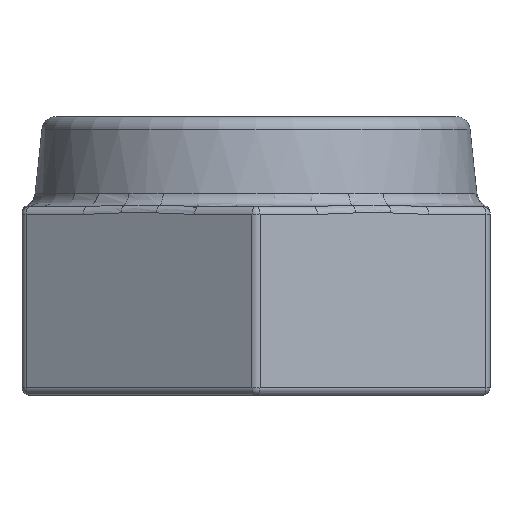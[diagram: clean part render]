
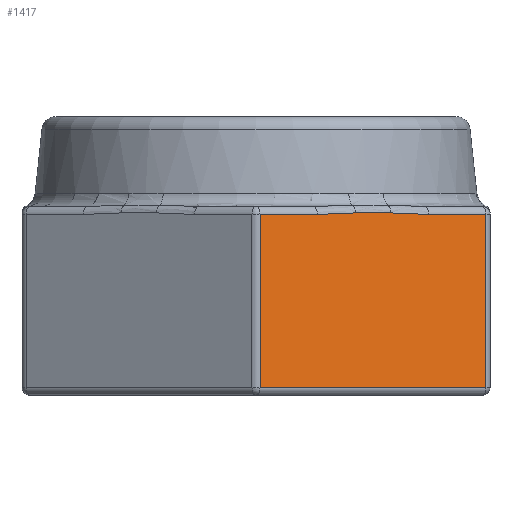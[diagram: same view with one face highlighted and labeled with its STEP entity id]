
A CAD part, front view. The second image highlights one B-rep face of the part: STEP entity #1417.
In plain terms, the highlighted planar face has unit normal (0.5, -0.866, 0).
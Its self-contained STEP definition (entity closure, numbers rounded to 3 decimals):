
#10 = CARTESIAN_POINT ( 'NONE',  ( 4.865, -2.907, 0.17 ) ) ;
#14 = ORIENTED_EDGE ( 'NONE', *, *, #82, .T. ) ;
#44 = VERTEX_POINT ( 'NONE', #1494 ) ;
#82 = EDGE_CURVE ( 'NONE', #382, #1922, #2254, .T. ) ;
#139 = CARTESIAN_POINT ( 'NONE',  ( 0., -5.716, 4. ) ) ;
#168 = CARTESIAN_POINT ( 'NONE',  ( 0.085, -5.667, 4. ) ) ;
#184 = DIRECTION ( 'NONE',  ( 0., 0., -1. ) ) ;
#203 = CARTESIAN_POINT ( 'NONE',  ( 4.865, -2.907, 3.83 ) ) ;
#292 = FACE_OUTER_BOUND ( 'NONE', #1481, .T. ) ;
#382 = VERTEX_POINT ( 'NONE', #473 ) ;
#387 = VERTEX_POINT ( 'NONE', #1386 ) ;
#408 = VECTOR ( 'NONE', #1867, 1000. ) ;
#435 = VECTOR ( 'NONE', #1169, 1000. ) ;
#473 = CARTESIAN_POINT ( 'NONE',  ( 2.849, -4.071, 3.862 ) ) ;
#518 = CARTESIAN_POINT ( 'NONE',  ( 1.296, -4.968, 3.83 ) ) ;
#611 = EDGE_CURVE ( 'NONE', #645, #387, #2077, .T. ) ;
#645 = VERTEX_POINT ( 'NONE', #2645 ) ;
#779 = EDGE_CURVE ( 'NONE', #387, #2760, #2140, .T. ) ;
#793 = ORIENTED_EDGE ( 'NONE', *, *, #611, .T. ) ;
#798 = EDGE_CURVE ( 'NONE', #1922, #2807, #2526, .T. ) ;
#829 = ORIENTED_EDGE ( 'NONE', *, *, #798, .T. ) ;
#938 = VECTOR ( 'NONE', #2569, 1000. ) ;
#948 = CARTESIAN_POINT ( 'NONE',  ( 4.865, -2.907, 4. ) ) ;
#1014 = CARTESIAN_POINT ( 'NONE',  ( 2.849, -4.071, 3.862 ) ) ;
#1053 = VERTEX_POINT ( 'NONE', #203 ) ;
#1060 = DIRECTION ( 'NONE',  ( -0.5, 0.866, 0. ) ) ;
#1095 = CARTESIAN_POINT ( 'NONE',  ( 2.101, -4.503, 3.862 ) ) ;
#1103 = ORIENTED_EDGE ( 'NONE', *, *, #1231, .T. ) ;
#1169 = DIRECTION ( 'NONE',  ( -0.866, -0.5, 0. ) ) ;
#1208 = CARTESIAN_POINT ( 'NONE',  ( 1.296, -4.968, 3.83 ) ) ;
#1231 = EDGE_CURVE ( 'NONE', #2760, #1053, #1883, .T. ) ;
#1250 = CARTESIAN_POINT ( 'NONE',  ( 2.6, -4.215, 3.872 ) ) ;
#1262 = ORIENTED_EDGE ( 'NONE', *, *, #779, .T. ) ;
#1356 = LINE ( 'NONE', #2864, #1720 ) ;
#1383 = CARTESIAN_POINT ( 'NONE',  ( 0., -5.716, 3.83 ) ) ;
#1386 = CARTESIAN_POINT ( 'NONE',  ( 0.085, -5.667, 0.17 ) ) ;
#1417 = ADVANCED_FACE ( 'NONE', ( #292 ), #1916, .F. ) ;
#1438 = EDGE_CURVE ( 'NONE', #44, #382, #2234, .T. ) ;
#1481 = EDGE_LOOP ( 'NONE', ( #14, #829, #1792, #793, #1262, #1103, #1770, #2474 ) ) ;
#1494 = CARTESIAN_POINT ( 'NONE',  ( 3.654, -3.606, 3.83 ) ) ;
#1559 = VECTOR ( 'NONE', #184, 1000. ) ;
#1600 = LINE ( 'NONE', #1383, #435 ) ;
#1720 = VECTOR ( 'NONE', #2424, 1000. ) ;
#1770 = ORIENTED_EDGE ( 'NONE', *, *, #2473, .T. ) ;
#1782 = AXIS2_PLACEMENT_3D ( 'NONE', #139, #1060, #2174 ) ;
#1792 = ORIENTED_EDGE ( 'NONE', *, *, #2739, .T. ) ;
#1867 = DIRECTION ( 'NONE',  ( 0., 0., 1. ) ) ;
#1883 = LINE ( 'NONE', #948, #408 ) ;
#1916 = PLANE ( 'NONE',  #1782 ) ;
#1922 = VERTEX_POINT ( 'NONE', #1095 ) ;
#1957 = CARTESIAN_POINT ( 'NONE',  ( 3.654, -3.606, 3.83 ) ) ;
#2077 = LINE ( 'NONE', #168, #1559 ) ;
#2140 = LINE ( 'NONE', #2326, #938 ) ;
#2141 = CARTESIAN_POINT ( 'NONE',  ( 2.101, -4.503, 3.862 ) ) ;
#2174 = DIRECTION ( 'NONE',  ( -0.866, -0.5, 0. ) ) ;
#2185 = CARTESIAN_POINT ( 'NONE',  ( 2.849, -4.071, 3.862 ) ) ;
#2234 = B_SPLINE_CURVE_WITH_KNOTS ( 'NONE', 3,
 ( #1957, #2426, #2419, #2185 ),
 .UNSPECIFIED., .F., .F.,
 ( 4, 4 ),
 ( 0., 0.001 ),
 .UNSPECIFIED. ) ;
#2254 = B_SPLINE_CURVE_WITH_KNOTS ( 'NONE', 3,
 ( #1014, #1250, #2813, #2141 ),
 .UNSPECIFIED., .F., .F.,
 ( 4, 4 ),
 ( 0., 0.001 ),
 .UNSPECIFIED. ) ;
#2326 = CARTESIAN_POINT ( 'NONE',  ( 0., -5.716, 0.17 ) ) ;
#2360 = CARTESIAN_POINT ( 'NONE',  ( 2.101, -4.503, 3.862 ) ) ;
#2419 = CARTESIAN_POINT ( 'NONE',  ( 3.117, -3.916, 3.851 ) ) ;
#2424 = DIRECTION ( 'NONE',  ( -0.866, -0.5, 0. ) ) ;
#2426 = CARTESIAN_POINT ( 'NONE',  ( 3.385, -3.761, 3.83 ) ) ;
#2473 = EDGE_CURVE ( 'NONE', #1053, #44, #1356, .T. ) ;
#2474 = ORIENTED_EDGE ( 'NONE', *, *, #1438, .T. ) ;
#2526 = B_SPLINE_CURVE_WITH_KNOTS ( 'NONE', 3,
 ( #2360, #2554, #2542, #518 ),
 .UNSPECIFIED., .F., .F.,
 ( 4, 4 ),
 ( 0., 0.001 ),
 .UNSPECIFIED. ) ;
#2542 = CARTESIAN_POINT ( 'NONE',  ( 1.565, -4.812, 3.83 ) ) ;
#2554 = CARTESIAN_POINT ( 'NONE',  ( 1.833, -4.658, 3.851 ) ) ;
#2569 = DIRECTION ( 'NONE',  ( 0.866, 0.5, 0. ) ) ;
#2645 = CARTESIAN_POINT ( 'NONE',  ( 0.085, -5.667, 3.83 ) ) ;
#2739 = EDGE_CURVE ( 'NONE', #2807, #645, #1600, .T. ) ;
#2760 = VERTEX_POINT ( 'NONE', #10 ) ;
#2807 = VERTEX_POINT ( 'NONE', #1208 ) ;
#2813 = CARTESIAN_POINT ( 'NONE',  ( 2.35, -4.359, 3.872 ) ) ;
#2864 = CARTESIAN_POINT ( 'NONE',  ( 2.862, -4.063, 3.83 ) ) ;
